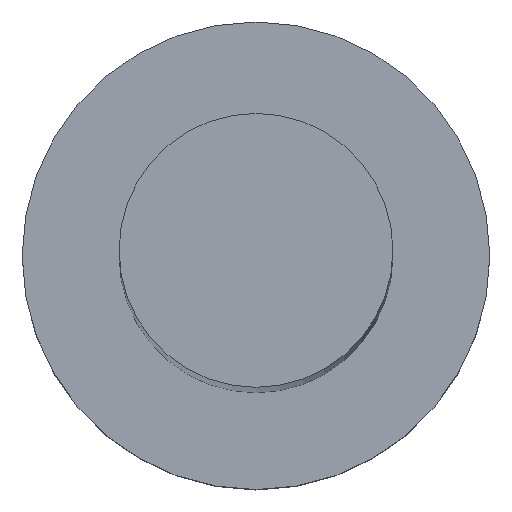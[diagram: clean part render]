
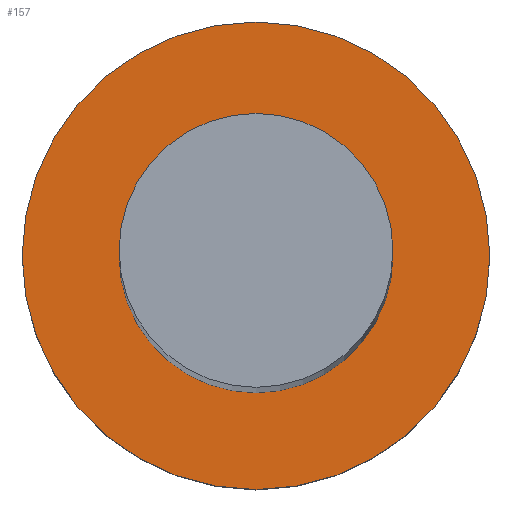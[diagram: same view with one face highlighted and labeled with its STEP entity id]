
A CAD part, top view. The second image highlights one B-rep face of the part: STEP entity #157.
In plain terms, the highlighted planar face has unit normal (0, 0, 1).
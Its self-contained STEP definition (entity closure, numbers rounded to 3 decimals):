
#1 = CARTESIAN_POINT ( 'NONE',  ( 0., 0., 6.5 ) ) ;
#4 = CARTESIAN_POINT ( 'NONE',  ( -7., 0., 6.5 ) ) ;
#13 = AXIS2_PLACEMENT_3D ( 'NONE', #1, #255, #175 ) ;
#16 = FACE_BOUND ( 'NONE', #26, .T. ) ;
#25 = DIRECTION ( 'NONE',  ( 0., 0., 1. ) ) ;
#26 = EDGE_LOOP ( 'NONE', ( #96, #118 ) ) ;
#35 = FACE_OUTER_BOUND ( 'NONE', #208, .T. ) ;
#42 = DIRECTION ( 'NONE',  ( 1., 0., 0. ) ) ;
#44 = ORIENTED_EDGE ( 'NONE', *, *, #232, .T. ) ;
#75 = CARTESIAN_POINT ( 'NONE',  ( 4.1, 0., 6.5 ) ) ;
#83 = VERTEX_POINT ( 'NONE', #217 ) ;
#85 = AXIS2_PLACEMENT_3D ( 'NONE', #149, #25, #115 ) ;
#89 = EDGE_CURVE ( 'NONE', #83, #122, #224, .T. ) ;
#90 = CIRCLE ( 'NONE', #134, 7. ) ;
#93 = CARTESIAN_POINT ( 'NONE',  ( 0., 0., 6.5 ) ) ;
#96 = ORIENTED_EDGE ( 'NONE', *, *, #89, .F. ) ;
#115 = DIRECTION ( 'NONE',  ( 1., 0., 0. ) ) ;
#118 = ORIENTED_EDGE ( 'NONE', *, *, #173, .F. ) ;
#119 = CARTESIAN_POINT ( 'NONE',  ( 0., 0., 6.5 ) ) ;
#120 = ORIENTED_EDGE ( 'NONE', *, *, #221, .T. ) ;
#122 = VERTEX_POINT ( 'NONE', #75 ) ;
#134 = AXIS2_PLACEMENT_3D ( 'NONE', #119, #161, #158 ) ;
#149 = CARTESIAN_POINT ( 'NONE',  ( 0., 0., 6.5 ) ) ;
#154 = CARTESIAN_POINT ( 'NONE',  ( 0., 0., 6.5 ) ) ;
#157 = ADVANCED_FACE ( 'NONE', ( #16, #35 ), #235, .T. ) ;
#158 = DIRECTION ( 'NONE',  ( 1., 0., 0. ) ) ;
#160 = CIRCLE ( 'NONE', #85, 4.1 ) ;
#161 = DIRECTION ( 'NONE',  ( 0., 0., 1. ) ) ;
#169 = CIRCLE ( 'NONE', #195, 7. ) ;
#173 = EDGE_CURVE ( 'NONE', #122, #83, #160, .T. ) ;
#175 = DIRECTION ( 'NONE',  ( 1., 0., 0. ) ) ;
#177 = DIRECTION ( 'NONE',  ( 0., 0., 1. ) ) ;
#195 = AXIS2_PLACEMENT_3D ( 'NONE', #154, #225, #42 ) ;
#206 = AXIS2_PLACEMENT_3D ( 'NONE', #93, #177, #213 ) ;
#207 = CARTESIAN_POINT ( 'NONE',  ( 7., 0., 6.5 ) ) ;
#208 = EDGE_LOOP ( 'NONE', ( #44, #120 ) ) ;
#213 = DIRECTION ( 'NONE',  ( 1., 0., 0. ) ) ;
#217 = CARTESIAN_POINT ( 'NONE',  ( -4.1, 0., 6.5 ) ) ;
#221 = EDGE_CURVE ( 'NONE', #244, #227, #90, .T. ) ;
#224 = CIRCLE ( 'NONE', #13, 4.1 ) ;
#225 = DIRECTION ( 'NONE',  ( 0., 0., 1. ) ) ;
#227 = VERTEX_POINT ( 'NONE', #4 ) ;
#232 = EDGE_CURVE ( 'NONE', #227, #244, #169, .T. ) ;
#235 = PLANE ( 'NONE',  #206 ) ;
#244 = VERTEX_POINT ( 'NONE', #207 ) ;
#255 = DIRECTION ( 'NONE',  ( 0., 0., 1. ) ) ;
